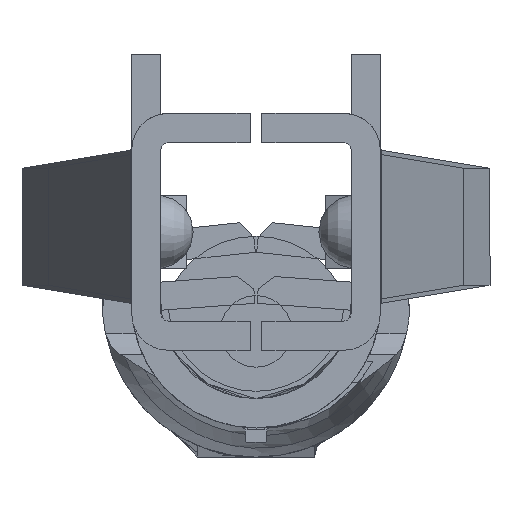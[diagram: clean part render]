
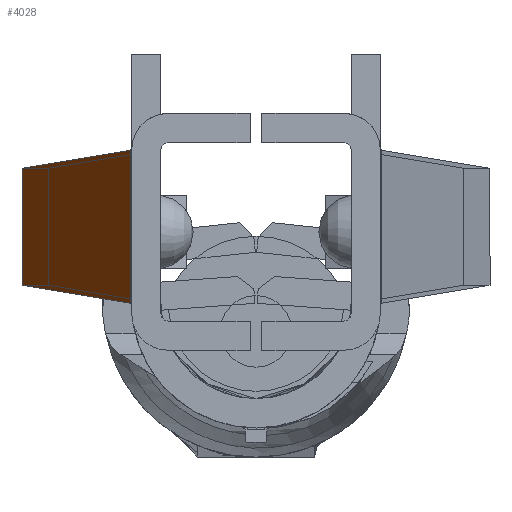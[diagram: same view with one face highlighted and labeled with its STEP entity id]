
A CAD part, left-side view. The second image highlights one B-rep face of the part: STEP entity #4028.
In plain terms, the highlighted face is planar.
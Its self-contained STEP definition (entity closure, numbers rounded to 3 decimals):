
#424=LINE('',#6976,#779);
#430=LINE('',#6996,#785);
#433=LINE('',#7002,#788);
#434=LINE('',#7003,#789);
#779=VECTOR('',#5206,1000.);
#785=VECTOR('',#5226,1000.);
#788=VECTOR('',#5231,1000.);
#789=VECTOR('',#5232,1000.);
#965=PLANE('',#4357);
#1846=ORIENTED_EDGE('',*,*,#2617,.F.);
#1847=ORIENTED_EDGE('',*,*,#2630,.F.);
#1848=ORIENTED_EDGE('',*,*,#2627,.T.);
#1849=ORIENTED_EDGE('',*,*,#2631,.F.);
#2617=EDGE_CURVE('',#3042,#3043,#424,.T.);
#2627=EDGE_CURVE('',#3050,#3051,#430,.T.);
#2630=EDGE_CURVE('',#3050,#3042,#433,.T.);
#2631=EDGE_CURVE('',#3043,#3051,#434,.T.);
#3042=VERTEX_POINT('',#6975);
#3043=VERTEX_POINT('',#6977);
#3050=VERTEX_POINT('',#6997);
#3051=VERTEX_POINT('',#6998);
#3396=EDGE_LOOP('',(#1846,#1847,#1848,#1849));
#3659=FACE_BOUND('',#3396,.T.);
#4028=ADVANCED_FACE('',(#3659),#965,.F.);
#4357=AXIS2_PLACEMENT_3D('',#7001,#5229,#5230);
#5206=DIRECTION('',(0.,0.,-1.));
#5226=DIRECTION('',(0.,0.,-1.));
#5229=DIRECTION('',(0.894,0.448,0.));
#5230=DIRECTION('',(-0.448,0.894,0.));
#5231=DIRECTION('',(0.446,-0.892,0.074));
#5232=DIRECTION('',(-0.446,0.892,0.074));
#6975=CARTESIAN_POINT('',(-0.855,-9.678,1.898));
#6976=CARTESIAN_POINT('',(-0.855,-9.678,1.9));
#6977=CARTESIAN_POINT('',(-0.855,-9.678,0.852));
#6996=CARTESIAN_POINT('',(-1.6,-8.19,1.9));
#6997=CARTESIAN_POINT('',(-1.6,-8.19,1.775));
#6998=CARTESIAN_POINT('',(-1.6,-8.19,0.975));
#7001=CARTESIAN_POINT('',(-1.6,-8.19,1.9));
#7002=CARTESIAN_POINT('',(-1.6,-8.19,1.775));
#7003=CARTESIAN_POINT('',(-0.845,-9.698,0.85));
